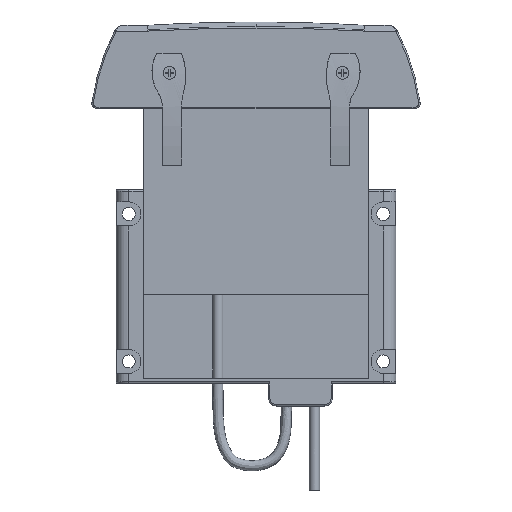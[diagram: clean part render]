
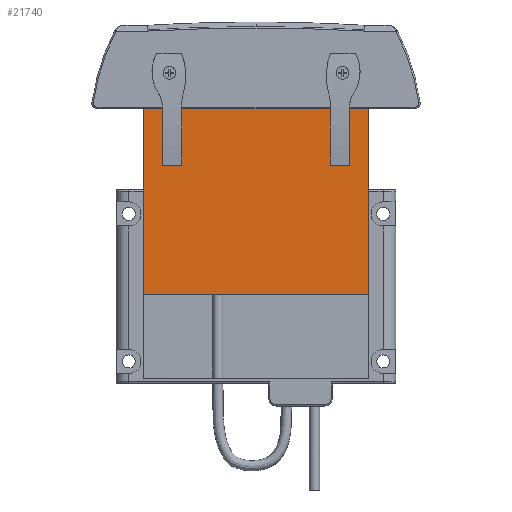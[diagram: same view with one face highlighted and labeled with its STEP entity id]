
A CAD part, front view. The second image highlights one B-rep face of the part: STEP entity #21740.
In plain terms, the highlighted planar face has unit normal (0, -1, 0).
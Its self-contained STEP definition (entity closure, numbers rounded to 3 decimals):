
#1741 = VERTEX_POINT ( 'NONE', #33676 ) ;
#14054 = VERTEX_POINT ( 'NONE', #36862 ) ;
#14314 = VERTEX_POINT ( 'NONE', #37218 ) ;
#14415 = VERTEX_POINT ( 'NONE', #37340 ) ;
#14502 = VERTEX_POINT ( 'NONE', #37453 ) ;
#14626 = VERTEX_POINT ( 'NONE', #37522 ) ;
#14629 = VERTEX_POINT ( 'NONE', #37526 ) ;
#15757 = VERTEX_POINT ( 'NONE', #37537 ) ;
#15829 = VERTEX_POINT ( 'NONE', #37629 ) ;
#15840 = VERTEX_POINT ( 'NONE', #37644 ) ;
#17907 = EDGE_CURVE ( 'NONE', #14626, #24472, #28305, .T. ) ;
#17920 = EDGE_CURVE ( 'NONE', #14629, #15757, #28335, .T. ) ;
#17927 = EDGE_CURVE ( 'NONE', #14415, #14502, #28345, .T. ) ;
#17931 = EDGE_CURVE ( 'NONE', #15829, #14054, #28353, .T. ) ;
#17935 = EDGE_CURVE ( 'NONE', #24437, #15840, #28359, .T. ) ;
#17969 = EDGE_CURVE ( 'NONE', #24472, #14054, #28405, .T. ) ;
#17970 = EDGE_CURVE ( 'NONE', #14415, #14626, #28406, .T. ) ;
#17971 = EDGE_CURVE ( 'NONE', #15757, #14502, #28408, .T. ) ;
#17972 = EDGE_CURVE ( 'NONE', #24437, #14629, #28410, .T. ) ;
#17973 = EDGE_CURVE ( 'NONE', #14314, #15840, #28412, .T. ) ;
#17974 = EDGE_CURVE ( 'NONE', #1741, #14314, #28414, .T. ) ;
#17975 = EDGE_CURVE ( 'NONE', #1741, #15829, #28396, .T. ) ;
#21740 = ADVANCED_FACE ( 'NONE', ( #44415 ), #31304, .F. ) ;
#24022 = DIRECTION ( 'NONE',  ( 1., 0., 0. ) ) ;
#24044 = CARTESIAN_POINT ( 'NONE',  ( 29.25, -8., 9.7 ) ) ;
#24163 = DIRECTION ( 'NONE',  ( 1., 0., 0. ) ) ;
#24164 = CARTESIAN_POINT ( 'NONE',  ( -29.25, -8., 9.7 ) ) ;
#24213 = CARTESIAN_POINT ( 'NONE',  ( -44.25, -8., 32. ) ) ;
#24215 = DIRECTION ( 'NONE',  ( -1., 0., 0. ) ) ;
#24221 = CARTESIAN_POINT ( 'NONE',  ( -44.25, -8., 32. ) ) ;
#24222 = DIRECTION ( 'NONE',  ( -1., 0., 0. ) ) ;
#24224 = CARTESIAN_POINT ( 'NONE',  ( -44.25, -8., 32. ) ) ;
#24230 = DIRECTION ( 'NONE',  ( -1., 0., 0. ) ) ;
#24299 = CARTESIAN_POINT ( 'NONE',  ( 36.75, -8., 9.7 ) ) ;
#24300 = DIRECTION ( 'NONE',  ( 0., 0., 1. ) ) ;
#24304 = CARTESIAN_POINT ( 'NONE',  ( 44.25, -8., -41. ) ) ;
#24308 = CARTESIAN_POINT ( 'NONE',  ( 29.25, -8., -41. ) ) ;
#24309 = DIRECTION ( 'NONE',  ( 0., 0., -1. ) ) ;
#24310 = CARTESIAN_POINT ( 'NONE',  ( -29.25, -8., 9.7 ) ) ;
#24311 = DIRECTION ( 'NONE',  ( 0., 0., 1. ) ) ;
#24312 = CARTESIAN_POINT ( 'NONE',  ( -36.75, -8., -41. ) ) ;
#24313 = DIRECTION ( 'NONE',  ( 0., 0., -1. ) ) ;
#24314 = CARTESIAN_POINT ( 'NONE',  ( -44.25, -8., -41. ) ) ;
#24315 = DIRECTION ( 'NONE',  ( 0., 0., 1. ) ) ;
#24316 = CARTESIAN_POINT ( 'NONE',  ( -44.25, -8., -41. ) ) ;
#24318 = DIRECTION ( 'NONE',  ( -1., 0., 0. ) ) ;
#24319 = DIRECTION ( 'NONE',  ( 0., 0., 1. ) ) ;
#24437 = VERTEX_POINT ( 'NONE', #45544 ) ;
#24472 = VERTEX_POINT ( 'NONE', #45579 ) ;
#25299 = AXIS2_PLACEMENT_3D ( 'NONE', #31288, #31308, #31310 ) ;
#28305 = LINE ( 'NONE', #24044, #28331 ) ;
#28331 = VECTOR ( 'NONE', #24022, 1000. ) ;
#28335 = LINE ( 'NONE', #24164, #28339 ) ;
#28339 = VECTOR ( 'NONE', #24163, 1000. ) ;
#28345 = LINE ( 'NONE', #24213, #28348 ) ;
#28348 = VECTOR ( 'NONE', #24215, 1000. ) ;
#28353 = LINE ( 'NONE', #24221, #28356 ) ;
#28356 = VECTOR ( 'NONE', #24222, 1000. ) ;
#28359 = LINE ( 'NONE', #24224, #28364 ) ;
#28364 = VECTOR ( 'NONE', #24230, 1000. ) ;
#28396 = LINE ( 'NONE', #24304, #28419 ) ;
#28405 = LINE ( 'NONE', #24299, #28407 ) ;
#28406 = LINE ( 'NONE', #24308, #28409 ) ;
#28407 = VECTOR ( 'NONE', #24300, 1000. ) ;
#28408 = LINE ( 'NONE', #24310, #28411 ) ;
#28409 = VECTOR ( 'NONE', #24309, 1000. ) ;
#28410 = LINE ( 'NONE', #24312, #28413 ) ;
#28411 = VECTOR ( 'NONE', #24311, 1000. ) ;
#28412 = LINE ( 'NONE', #24314, #28415 ) ;
#28413 = VECTOR ( 'NONE', #24313, 1000. ) ;
#28414 = LINE ( 'NONE', #24316, #28417 ) ;
#28415 = VECTOR ( 'NONE', #24315, 1000. ) ;
#28417 = VECTOR ( 'NONE', #24318, 1000. ) ;
#28419 = VECTOR ( 'NONE', #24319, 1000. ) ;
#31288 = CARTESIAN_POINT ( 'NONE',  ( -44.25, -8., -41. ) ) ;
#31304 = PLANE ( 'NONE',  #25299 ) ;
#31308 = DIRECTION ( 'NONE',  ( 0., 1., 0. ) ) ;
#31310 = DIRECTION ( 'NONE',  ( 0., 0., 1. ) ) ;
#32743 = ORIENTED_EDGE ( 'NONE', *, *, #17931, .T. ) ;
#32744 = ORIENTED_EDGE ( 'NONE', *, *, #17975, .T. ) ;
#32745 = ORIENTED_EDGE ( 'NONE', *, *, #17974, .F. ) ;
#32746 = ORIENTED_EDGE ( 'NONE', *, *, #17973, .F. ) ;
#32747 = ORIENTED_EDGE ( 'NONE', *, *, #17935, .T. ) ;
#32748 = ORIENTED_EDGE ( 'NONE', *, *, #17972, .F. ) ;
#32749 = ORIENTED_EDGE ( 'NONE', *, *, #17920, .F. ) ;
#32750 = ORIENTED_EDGE ( 'NONE', *, *, #17971, .F. ) ;
#32751 = ORIENTED_EDGE ( 'NONE', *, *, #17927, .T. ) ;
#32752 = ORIENTED_EDGE ( 'NONE', *, *, #17970, .F. ) ;
#32753 = ORIENTED_EDGE ( 'NONE', *, *, #17907, .F. ) ;
#32754 = ORIENTED_EDGE ( 'NONE', *, *, #17969, .F. ) ;
#33056 = EDGE_LOOP ( 'NONE', ( #32754, #32753, #32752, #32751, #32750, #32749, #32748, #32747, #32746, #32745, #32744, #32743 ) ) ;
#33676 = CARTESIAN_POINT ( 'NONE',  ( 44.25, -8., -41. ) ) ;
#36862 = CARTESIAN_POINT ( 'NONE',  ( 36.75, -8., 32. ) ) ;
#37218 = CARTESIAN_POINT ( 'NONE',  ( -44.25, -8., -41. ) ) ;
#37340 = CARTESIAN_POINT ( 'NONE',  ( 29.25, -8., 32. ) ) ;
#37453 = CARTESIAN_POINT ( 'NONE',  ( -29.25, -8., 32. ) ) ;
#37522 = CARTESIAN_POINT ( 'NONE',  ( 29.25, -8., 9.7 ) ) ;
#37526 = CARTESIAN_POINT ( 'NONE',  ( -36.75, -8., 9.7 ) ) ;
#37537 = CARTESIAN_POINT ( 'NONE',  ( -29.25, -8., 9.7 ) ) ;
#37629 = CARTESIAN_POINT ( 'NONE',  ( 44.25, -8., 32. ) ) ;
#37644 = CARTESIAN_POINT ( 'NONE',  ( -44.25, -8., 32. ) ) ;
#44415 = FACE_OUTER_BOUND ( 'NONE', #33056, .T. ) ;
#45544 = CARTESIAN_POINT ( 'NONE',  ( -36.75, -8., 32. ) ) ;
#45579 = CARTESIAN_POINT ( 'NONE',  ( 36.75, -8., 9.7 ) ) ;
